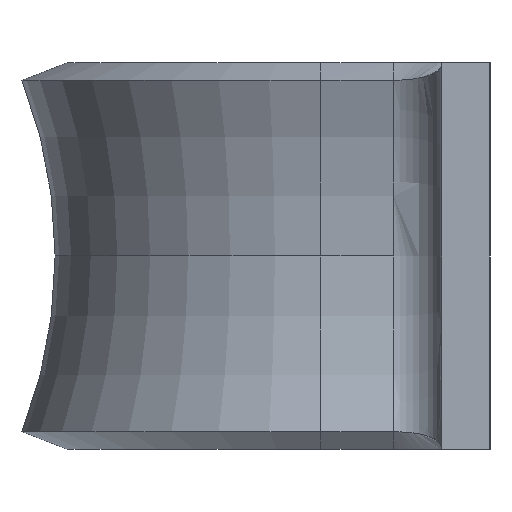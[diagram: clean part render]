
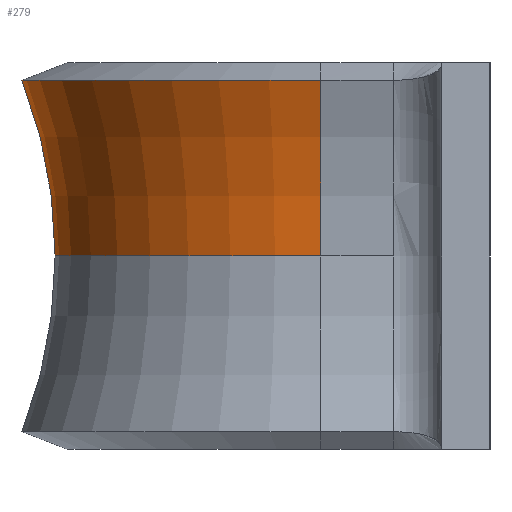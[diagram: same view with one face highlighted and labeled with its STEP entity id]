
A CAD part, left-side view. The second image highlights one B-rep face of the part: STEP entity #279.
In plain terms, the highlighted toroidal (fillet/blend) face has major radius 15.5 mm and minor radius 10 mm.
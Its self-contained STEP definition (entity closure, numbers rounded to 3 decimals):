
#111 = CARTESIAN_POINT ( 'NONE',  ( -15.5, 3.5, 0. ) ) ;
#228 = AXIS2_PLACEMENT_3D ( 'NONE', #1879, #656, #2086 ) ;
#279 = ADVANCED_FACE ( 'NONE', ( #1444 ), #894, .F. ) ;
#312 = DIRECTION ( 'NONE',  ( -1., 0., 0. ) ) ;
#320 = ORIENTED_EDGE ( 'NONE', *, *, #2250, .F. ) ;
#409 = AXIS2_PLACEMENT_3D ( 'NONE', #111, #1535, #312 ) ;
#467 = AXIS2_PLACEMENT_3D ( 'NONE', #1865, #540, #829 ) ;
#536 = CARTESIAN_POINT ( 'NONE',  ( 15.5, 3.5, 0. ) ) ;
#540 = DIRECTION ( 'NONE',  ( 0., 0., 1. ) ) ;
#656 = DIRECTION ( 'NONE',  ( 0., 0., 1. ) ) ;
#732 = DIRECTION ( 'NONE',  ( 1., 0., 0. ) ) ;
#788 = CIRCLE ( 'NONE', #1145, 10. ) ;
#829 = DIRECTION ( 'NONE',  ( 1., 0., 0. ) ) ;
#862 = ORIENTED_EDGE ( 'NONE', *, *, #2236, .T. ) ;
#874 = AXIS2_PLACEMENT_3D ( 'NONE', #2163, #925, #2369 ) ;
#888 = VERTEX_POINT ( 'NONE', #2591 ) ;
#894 = TOROIDAL_SURFACE ( 'NONE', #467, 15.5, 10. ) ;
#925 = DIRECTION ( 'NONE',  ( 0., 0., 1. ) ) ;
#930 = VERTEX_POINT ( 'NONE', #1935 ) ;
#997 = EDGE_CURVE ( 'NONE', #1868, #888, #1743, .T. ) ;
#1037 = EDGE_LOOP ( 'NONE', ( #320, #862, #2087, #1536 ) ) ;
#1145 = AXIS2_PLACEMENT_3D ( 'NONE', #536, #1962, #732 ) ;
#1236 = CIRCLE ( 'NONE', #228, 6.185 ) ;
#1368 = EDGE_CURVE ( 'NONE', #930, #888, #1236, .T. ) ;
#1444 = FACE_OUTER_BOUND ( 'NONE', #1037, .T. ) ;
#1535 = DIRECTION ( 'NONE',  ( 0., -1., 0. ) ) ;
#1536 = ORIENTED_EDGE ( 'NONE', *, *, #1368, .F. ) ;
#1743 = CIRCLE ( 'NONE', #409, 10. ) ;
#1865 = CARTESIAN_POINT ( 'NONE',  ( 0., 3.5, 0. ) ) ;
#1868 = VERTEX_POINT ( 'NONE', #2303 ) ;
#1879 = CARTESIAN_POINT ( 'NONE',  ( 0., 3.5, 3.636 ) ) ;
#1886 = CIRCLE ( 'NONE', #874, 5.5 ) ;
#1935 = CARTESIAN_POINT ( 'NONE',  ( 6.185, 3.5, 3.636 ) ) ;
#1962 = DIRECTION ( 'NONE',  ( 0., 1., 0. ) ) ;
#2086 = DIRECTION ( 'NONE',  ( 1., 0., 0. ) ) ;
#2087 = ORIENTED_EDGE ( 'NONE', *, *, #997, .T. ) ;
#2163 = CARTESIAN_POINT ( 'NONE',  ( 0., 3.5, 0. ) ) ;
#2231 = CARTESIAN_POINT ( 'NONE',  ( 5.5, 3.5, 0. ) ) ;
#2236 = EDGE_CURVE ( 'NONE', #2590, #1868, #1886, .T. ) ;
#2250 = EDGE_CURVE ( 'NONE', #2590, #930, #788, .T. ) ;
#2303 = CARTESIAN_POINT ( 'NONE',  ( -5.5, 3.5, 0. ) ) ;
#2369 = DIRECTION ( 'NONE',  ( 1., 0., 0. ) ) ;
#2590 = VERTEX_POINT ( 'NONE', #2231 ) ;
#2591 = CARTESIAN_POINT ( 'NONE',  ( -6.185, 3.5, 3.636 ) ) ;
